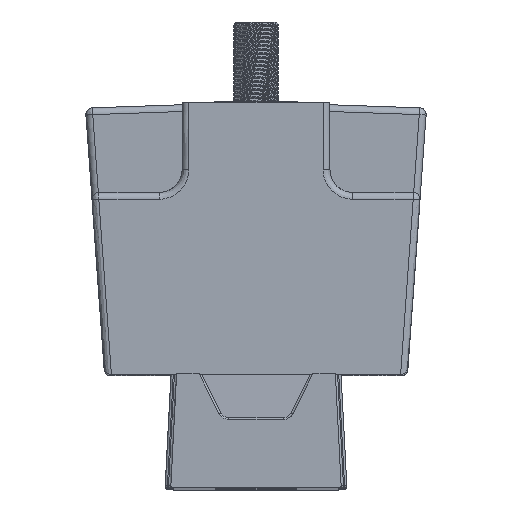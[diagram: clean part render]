
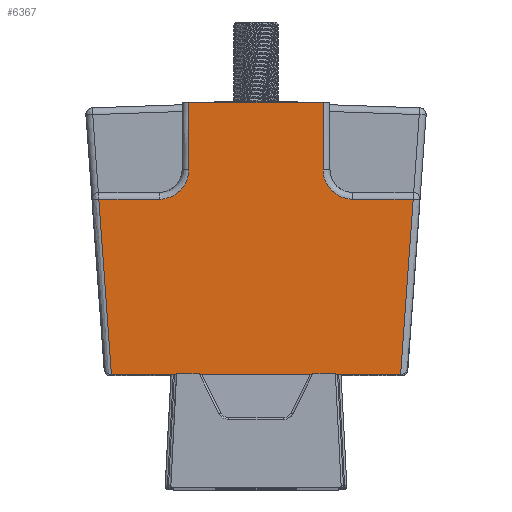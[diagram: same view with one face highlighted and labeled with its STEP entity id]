
A CAD part, top view. The second image highlights one B-rep face of the part: STEP entity #6367.
In plain terms, the highlighted free-form (B-spline) face has degree [1, 1] with [2, 2] control points.
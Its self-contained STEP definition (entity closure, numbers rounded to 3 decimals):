
#6273 = VERTEX_POINT('',#6274);
#6274 = CARTESIAN_POINT('',(122.495,45.909,
    170.516));
#6281 = EDGE_CURVE('',#6282,#6273,#6284,.T.);
#6282 = VERTEX_POINT('',#6283);
#6283 = CARTESIAN_POINT('',(-14.214,45.909,
    170.516));
#6284 = B_SPLINE_CURVE_WITH_KNOTS('',1,(#6285,#6286),.UNSPECIFIED.,.F.,
  .F.,(2,2),(11.409,138.591),.PIECEWISE_BEZIER_KNOTS.);
#6285 = CARTESIAN_POINT('',(-14.214,45.909,
    170.516));
#6286 = CARTESIAN_POINT('',(122.495,45.909,
    170.516));
#6367 = ADVANCED_FACE('',(#6368),#6435,.F.);
#6368 = FACE_BOUND('',#6369,.T.);
#6369 = EDGE_LOOP('',(#6370,#6380,#6387,#6395,#6402,#6410,#6417,#6422,
    #6423,#6430));
#6370 = ORIENTED_EDGE('',*,*,#6371,.T.);
#6371 = EDGE_CURVE('',#6372,#6374,#6376,.T.);
#6372 = VERTEX_POINT('',#6373);
#6373 = CARTESIAN_POINT('',(99.824,128.677,
    170.516));
#6374 = VERTEX_POINT('',#6375);
#6375 = CARTESIAN_POINT('',(85.851,142.651,
    170.516));
#6376 = ( BOUNDED_CURVE() B_SPLINE_CURVE(2,(#6377,#6378,#6379),
.UNSPECIFIED.,.F.,.F.) B_SPLINE_CURVE_WITH_KNOTS((3,3),(3.142,
4.712),.PIECEWISE_BEZIER_KNOTS.) CURVE() 
GEOMETRIC_REPRESENTATION_ITEM() RATIONAL_B_SPLINE_CURVE((1.,
0.707,1.)) REPRESENTATION_ITEM('') );
#6377 = CARTESIAN_POINT('',(99.824,128.677,
    170.516));
#6378 = CARTESIAN_POINT('',(85.851,128.677,
    170.516));
#6379 = CARTESIAN_POINT('',(85.851,142.651,
    170.516));
#6380 = ORIENTED_EDGE('',*,*,#6381,.T.);
#6381 = EDGE_CURVE('',#6374,#6382,#6384,.T.);
#6382 = VERTEX_POINT('',#6383);
#6383 = CARTESIAN_POINT('',(85.851,174.452,
    170.516));
#6384 = B_SPLINE_CURVE_WITH_KNOTS('',1,(#6385,#6386),.UNSPECIFIED.,.F.,
  .F.,(2,2),(-30.,-0.414),.PIECEWISE_BEZIER_KNOTS.);
#6385 = CARTESIAN_POINT('',(85.851,142.651,
    170.516));
#6386 = CARTESIAN_POINT('',(85.851,174.452,
    170.516));
#6387 = ORIENTED_EDGE('',*,*,#6388,.T.);
#6388 = EDGE_CURVE('',#6382,#6389,#6391,.T.);
#6389 = VERTEX_POINT('',#6390);
#6390 = CARTESIAN_POINT('',(22.431,174.452,
    170.516));
#6391 = ( BOUNDED_CURVE() B_SPLINE_CURVE(2,(#6392,#6393,#6394),
.UNSPECIFIED.,.F.,.F.) B_SPLINE_CURVE_WITH_KNOTS((3,3),(6.255,
6.311),.PIECEWISE_BEZIER_KNOTS.) CURVE() 
GEOMETRIC_REPRESENTATION_ITEM() RATIONAL_B_SPLINE_CURVE((1.,
1.,1.)) REPRESENTATION_ITEM('') );
#6392 = CARTESIAN_POINT('',(85.851,174.452,
    170.516));
#6393 = CARTESIAN_POINT('',(54.141,175.344,
    170.516));
#6394 = CARTESIAN_POINT('',(22.431,174.452,
    170.516));
#6395 = ORIENTED_EDGE('',*,*,#6396,.T.);
#6396 = EDGE_CURVE('',#6389,#6397,#6399,.T.);
#6397 = VERTEX_POINT('',#6398);
#6398 = CARTESIAN_POINT('',(22.431,142.651,
    170.516));
#6399 = B_SPLINE_CURVE_WITH_KNOTS('',1,(#6400,#6401),.UNSPECIFIED.,.F.,
  .F.,(2,2),(0.414,30.),.PIECEWISE_BEZIER_KNOTS.);
#6400 = CARTESIAN_POINT('',(22.431,174.452,
    170.516));
#6401 = CARTESIAN_POINT('',(22.431,142.651,
    170.516));
#6402 = ORIENTED_EDGE('',*,*,#6403,.T.);
#6403 = EDGE_CURVE('',#6397,#6404,#6406,.T.);
#6404 = VERTEX_POINT('',#6405);
#6405 = CARTESIAN_POINT('',(8.457,128.677,
    170.516));
#6406 = ( BOUNDED_CURVE() B_SPLINE_CURVE(2,(#6407,#6408,#6409),
.UNSPECIFIED.,.F.,.F.) B_SPLINE_CURVE_WITH_KNOTS((3,3),(1.571,
3.142),.PIECEWISE_BEZIER_KNOTS.) CURVE() 
GEOMETRIC_REPRESENTATION_ITEM() RATIONAL_B_SPLINE_CURVE((1.,
0.707,1.)) REPRESENTATION_ITEM('') );
#6407 = CARTESIAN_POINT('',(22.431,142.651,
    170.516));
#6408 = CARTESIAN_POINT('',(22.431,128.677,
    170.516));
#6409 = CARTESIAN_POINT('',(8.457,128.677,
    170.516));
#6410 = ORIENTED_EDGE('',*,*,#6411,.T.);
#6411 = EDGE_CURVE('',#6404,#6412,#6414,.T.);
#6412 = VERTEX_POINT('',#6413);
#6413 = CARTESIAN_POINT('',(-20.141,128.677,
    170.516));
#6414 = B_SPLINE_CURVE_WITH_KNOTS('',1,(#6415,#6416),.UNSPECIFIED.,.F.,
  .F.,(2,2),(-29.828,-3.223),.PIECEWISE_BEZIER_KNOTS.);
#6415 = CARTESIAN_POINT('',(8.457,128.677,
    170.516));
#6416 = CARTESIAN_POINT('',(-20.141,128.677,
    170.516));
#6417 = ORIENTED_EDGE('',*,*,#6418,.T.);
#6418 = EDGE_CURVE('',#6412,#6282,#6419,.T.);
#6419 = B_SPLINE_CURVE_WITH_KNOTS('',1,(#6420,#6421),.UNSPECIFIED.,.F.,
  .F.,(2,2),(-76.982,0.215),.PIECEWISE_BEZIER_KNOTS.);
#6420 = CARTESIAN_POINT('',(-20.141,128.677,
    170.516));
#6421 = CARTESIAN_POINT('',(-14.214,45.909,
    170.516));
#6422 = ORIENTED_EDGE('',*,*,#6281,.T.);
#6423 = ORIENTED_EDGE('',*,*,#6424,.T.);
#6424 = EDGE_CURVE('',#6273,#6425,#6427,.T.);
#6425 = VERTEX_POINT('',#6426);
#6426 = CARTESIAN_POINT('',(128.422,128.677,
    170.516));
#6427 = B_SPLINE_CURVE_WITH_KNOTS('',1,(#6428,#6429),.UNSPECIFIED.,.F.,
  .F.,(2,2),(-80.42,-3.223),.PIECEWISE_BEZIER_KNOTS.);
#6428 = CARTESIAN_POINT('',(122.495,45.909,
    170.516));
#6429 = CARTESIAN_POINT('',(128.422,128.677,
    170.516));
#6430 = ORIENTED_EDGE('',*,*,#6431,.T.);
#6431 = EDGE_CURVE('',#6425,#6372,#6432,.T.);
#6432 = B_SPLINE_CURVE_WITH_KNOTS('',1,(#6433,#6434),.UNSPECIFIED.,.F.,
  .F.,(2,2),(-26.605,0.),
  .PIECEWISE_BEZIER_KNOTS.);
#6433 = CARTESIAN_POINT('',(128.422,128.677,
    170.516));
#6434 = CARTESIAN_POINT('',(99.824,128.677,
    170.516));
#6435 = B_SPLINE_SURFACE_WITH_KNOTS('',1,1,(
    (#6436,#6437)
    ,(#6438,#6439
    )),.UNSPECIFIED.,.F.,.F.,.F.,(2,2),(2,2),(-120.,0.),
  (5.895,144.105),.PIECEWISE_BEZIER_KNOTS.);
#6436 = CARTESIAN_POINT('',(-20.141,45.909,
    170.516));
#6437 = CARTESIAN_POINT('',(128.422,45.909,
    170.516));
#6438 = CARTESIAN_POINT('',(-20.141,174.898,
    170.516));
#6439 = CARTESIAN_POINT('',(128.422,174.898,
    170.516));
